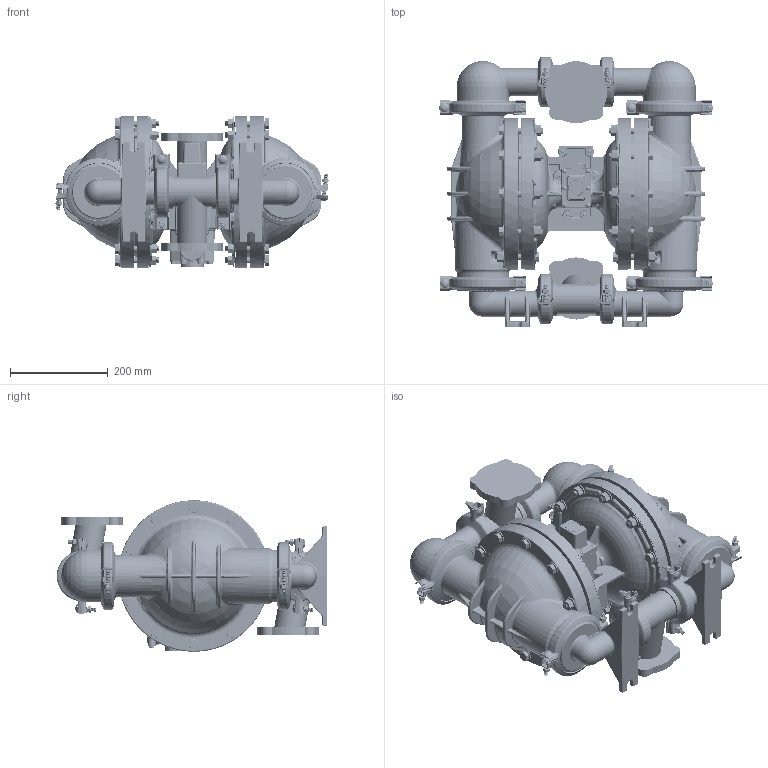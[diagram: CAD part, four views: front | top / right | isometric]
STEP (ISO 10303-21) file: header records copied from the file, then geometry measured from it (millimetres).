
FILE_DESCRIPTION((''),'2;1');
FILE_NAME('C150-FPX-SHRKWRP','2018-01-08T16:12:44',('dmcdermott'),(''),'CREO PARAMETRIC BY PTC INC, 2017110','CREO PARAMETRIC BY PTC INC, 2017110','');
FILE_SCHEMA(('CONFIG_CONTROL_DESIGN'));
Products named in the file (1): C150-FPX-SHRKWRP
Bounding box: 559.06 x 553.38 x 309.98 mm (x, y, z)
Surface area: 2005265.6 mm2 (no closed solid volume)
Topology: 0 solids, 383 shells, 7946 faces, 24732 edges, 17017 vertices
Faces by surface type: cylinder 3323, bspline 2250, plane 1134, cone 905, torus 201, sphere 133
Entity records: 549046 total; most frequent: CARTESIAN_POINT 363522, ORIENTED_EDGE 44646, DIRECTION 26194, EDGE_CURVE 24690, VERTEX_POINT 17017, B_SPLINE_CURVE_WITH_KNOTS 13232, AXIS2_PLACEMENT_3D 9040, VECTOR 8114
